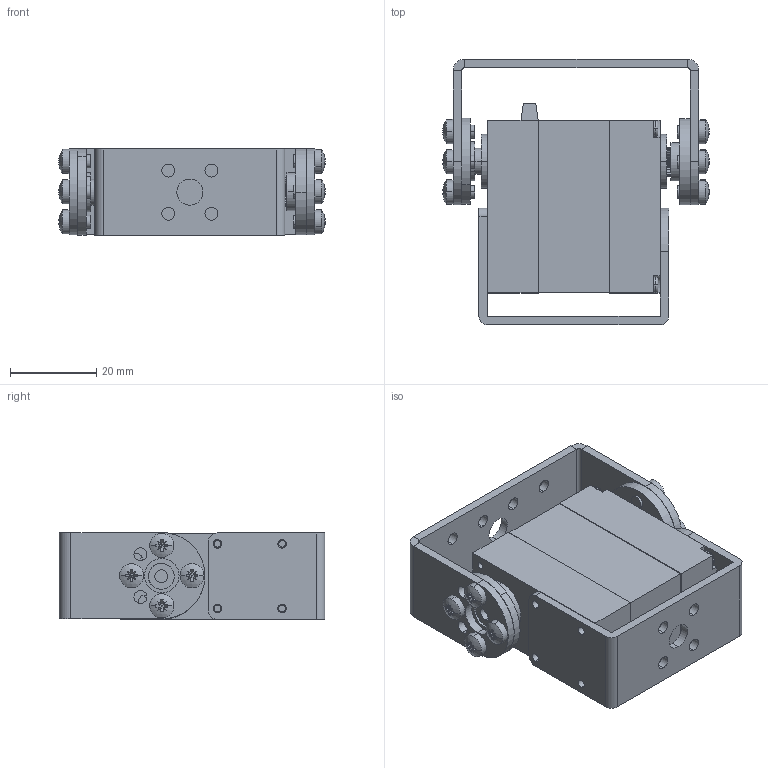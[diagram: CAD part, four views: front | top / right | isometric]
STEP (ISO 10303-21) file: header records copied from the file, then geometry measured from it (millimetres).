
FILE_DESCRIPTION (( 'STEP AP214' ), '1' );
FILE_NAME ('遵晜u.STEP', '2023-05-31T08:22:22', ( '' ), ( '' ), 'SwSTEP 2.0', 'SolidWorks 2020', '' );
FILE_SCHEMA (( 'AUTOMOTIVE_DESIGN' ));
Length unit declared in the file: millimetre
Products named in the file (7): 踢扽植嗆攫; 遵U盓殤; 晜U盓殤; 邧粣嗆儂; cross recessed pan head screws gb_GB_CROSS_SCREWS_TYPE1 M3X5-5  Z type-N; 遵晜u; 踢扽翋嗆攫
Assembly tree (14 placements, depth 2):
  遵晜u
    邧粣嗆儂
    踢扽翋嗆攫
    踢扽植嗆攫
    晜U盓殤
    遵U盓殤
    cross recessed pan head screws gb_GB_CROSS_SCREWS_TYPE1 M3X5-5  Z type-N  x9
Bounding box: 61.71 x 61.6 x 20.16 mm (x, y, z)
Volume: 41710.3 mm3; surface area: 19416.5 mm2
Topology: 14 solids, 14 shells, 910 faces, 2443 edges, 1605 vertices
Faces by surface type: plane 533, cylinder 331, sphere 18, cone 16, torus 8, bspline 4
Entity records: 20053 total; most frequent: CARTESIAN_POINT 3523, DIRECTION 3381, ORIENTED_EDGE 3190, EDGE_CURVE 1595, AXIS2_PLACEMENT_3D 1279, VERTEX_POINT 1053, LINE 823, VECTOR 823
